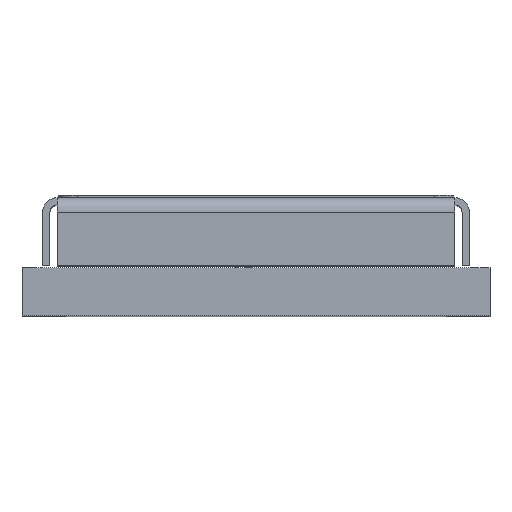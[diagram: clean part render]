
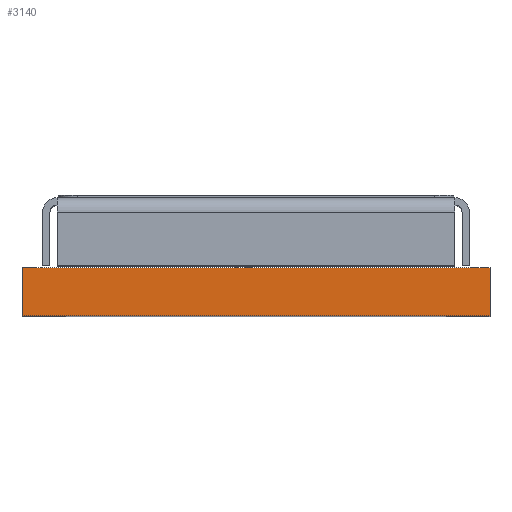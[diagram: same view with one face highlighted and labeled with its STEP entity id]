
A CAD part, top view. The second image highlights one B-rep face of the part: STEP entity #3140.
In plain terms, the highlighted face is planar.
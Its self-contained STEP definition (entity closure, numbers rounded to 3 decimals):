
#690 = FACE_OUTER_BOUND ( 'NONE', #19163, .T. ) ;
#1801 = VERTEX_POINT ( 'NONE', #14993 ) ;
#2501 = VECTOR ( 'NONE', #20600, 1000. ) ;
#2589 = DIRECTION ( 'NONE',  ( 0., -1., 0. ) ) ;
#3140 = ADVANCED_FACE ( 'NONE', ( #690 ), #4755, .T. ) ;
#4406 = VERTEX_POINT ( 'NONE', #18263 ) ;
#4755 = PLANE ( 'NONE',  #19159 ) ;
#5792 = CARTESIAN_POINT ( 'NONE',  ( -4.85, 0., -5.05 ) ) ;
#6536 = ORIENTED_EDGE ( 'NONE', *, *, #10361, .T. ) ;
#7916 = ORIENTED_EDGE ( 'NONE', *, *, #16405, .F. ) ;
#8335 = ORIENTED_EDGE ( 'NONE', *, *, #14827, .T. ) ;
#8478 = LINE ( 'NONE', #22511, #2501 ) ;
#9183 = DIRECTION ( 'NONE',  ( 0., -1., 0. ) ) ;
#10361 = EDGE_CURVE ( 'NONE', #11941, #15867, #10635, .T. ) ;
#10635 = LINE ( 'NONE', #23922, #13806 ) ;
#11502 = CARTESIAN_POINT ( 'NONE',  ( 4.85, 0., -5.05 ) ) ;
#11697 = ORIENTED_EDGE ( 'NONE', *, *, #20910, .F. ) ;
#11941 = VERTEX_POINT ( 'NONE', #11502 ) ;
#13782 = LINE ( 'NONE', #14279, #17252 ) ;
#13806 = VECTOR ( 'NONE', #16392, 1000. ) ;
#14279 = CARTESIAN_POINT ( 'NONE',  ( -4.85, 0., -5.05 ) ) ;
#14827 = EDGE_CURVE ( 'NONE', #1801, #11941, #14943, .T. ) ;
#14943 = LINE ( 'NONE', #25021, #22023 ) ;
#14993 = CARTESIAN_POINT ( 'NONE',  ( 4.85, 1., -5.05 ) ) ;
#15867 = VERTEX_POINT ( 'NONE', #5792 ) ;
#16392 = DIRECTION ( 'NONE',  ( -1., 0., 0. ) ) ;
#16405 = EDGE_CURVE ( 'NONE', #4406, #15867, #13782, .T. ) ;
#17252 = VECTOR ( 'NONE', #17861, 1000. ) ;
#17861 = DIRECTION ( 'NONE',  ( 0., -1., 0. ) ) ;
#18263 = CARTESIAN_POINT ( 'NONE',  ( -4.85, 1., -5.05 ) ) ;
#19159 = AXIS2_PLACEMENT_3D ( 'NONE', #20055, #20316, #2589 ) ;
#19163 = EDGE_LOOP ( 'NONE', ( #8335, #6536, #7916, #11697 ) ) ;
#20055 = CARTESIAN_POINT ( 'NONE',  ( 4.85, 0., -5.05 ) ) ;
#20316 = DIRECTION ( 'NONE',  ( 0., 0., -1. ) ) ;
#20600 = DIRECTION ( 'NONE',  ( -1., 0., 0. ) ) ;
#20910 = EDGE_CURVE ( 'NONE', #1801, #4406, #8478, .T. ) ;
#22023 = VECTOR ( 'NONE', #9183, 1000. ) ;
#22511 = CARTESIAN_POINT ( 'NONE',  ( 0., 1., -5.05 ) ) ;
#23922 = CARTESIAN_POINT ( 'NONE',  ( 4.85, 0., -5.05 ) ) ;
#25021 = CARTESIAN_POINT ( 'NONE',  ( 4.85, 0., -5.05 ) ) ;
